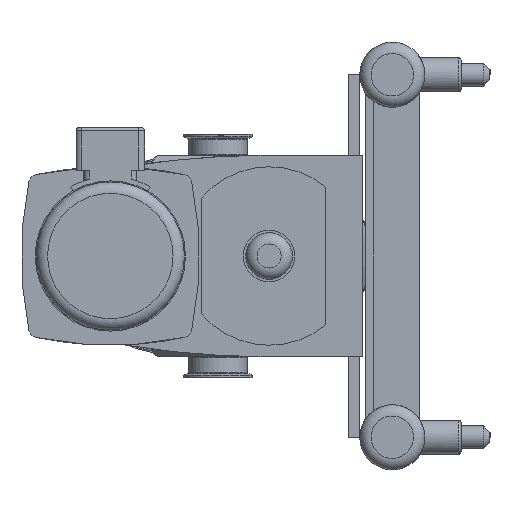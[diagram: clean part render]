
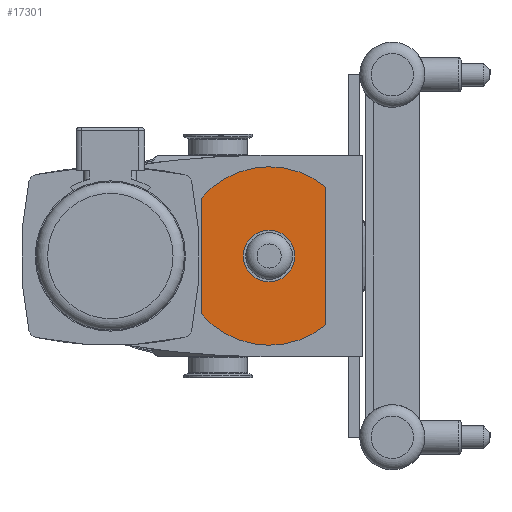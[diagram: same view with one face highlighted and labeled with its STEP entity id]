
A CAD part, left-side view. The second image highlights one B-rep face of the part: STEP entity #17301.
In plain terms, the highlighted planar face has unit normal (-1, 0, 0).
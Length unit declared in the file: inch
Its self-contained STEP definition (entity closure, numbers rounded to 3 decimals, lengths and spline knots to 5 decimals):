
#714=FACE_BOUND('',#2866,.T.);
#883=PLANE('',#18479);
#1819=FACE_OUTER_BOUND('',#2865,.T.);
#2865=EDGE_LOOP('',(#12800,#12801,#12802,#12803));
#2866=EDGE_LOOP('',(#12804));
#4077=LINE('',#27192,#5416);
#4081=LINE('',#27202,#5420);
#5416=VECTOR('',#21041,0.3937);
#5420=VECTOR('',#21053,0.3937);
#6616=CIRCLE('',#18469,1.1405);
#6618=CIRCLE('',#18473,3.937);
#6620=CIRCLE('',#18477,3.937);
#7752=VERTEX_POINT('',#27175);
#7755=VERTEX_POINT('',#27183);
#7756=VERTEX_POINT('',#27185);
#7758=VERTEX_POINT('',#27191);
#7760=VERTEX_POINT('',#27197);
#9628=EDGE_CURVE('',#7752,#7752,#6616,.T.);
#9631=EDGE_CURVE('',#7756,#7755,#6618,.T.);
#9634=EDGE_CURVE('',#7758,#7756,#4077,.T.);
#9637=EDGE_CURVE('',#7760,#7758,#6620,.T.);
#9640=EDGE_CURVE('',#7755,#7760,#4081,.T.);
#12800=ORIENTED_EDGE('',*,*,#9640,.T.);
#12801=ORIENTED_EDGE('',*,*,#9637,.T.);
#12802=ORIENTED_EDGE('',*,*,#9634,.T.);
#12803=ORIENTED_EDGE('',*,*,#9631,.T.);
#12804=ORIENTED_EDGE('',*,*,#9628,.T.);
#17301=ADVANCED_FACE('',(#1819,#714),#883,.F.);
#18469=AXIS2_PLACEMENT_3D('',#27177,#21026,#21027);
#18473=AXIS2_PLACEMENT_3D('',#27186,#21035,#21036);
#18477=AXIS2_PLACEMENT_3D('',#27198,#21047,#21048);
#18479=AXIS2_PLACEMENT_3D('',#27203,#21054,#21055);
#21026=DIRECTION('center_axis',(1.,0.,0.));
#21027=DIRECTION('ref_axis',(0.,0.,
-1.));
#21035=DIRECTION('center_axis',(-1.,0.,0.));
#21036=DIRECTION('ref_axis',(0.,0.635,-0.773));
#21041=DIRECTION('',(0.,0.,1.));
#21047=DIRECTION('center_axis',(-1.,0.,0.));
#21048=DIRECTION('ref_axis',(0.,-0.762,0.648));
#21053=DIRECTION('',(0.,0.,-1.));
#21054=DIRECTION('center_axis',(1.,0.,0.));
#21055=DIRECTION('ref_axis',(0.,0.,
-1.));
#27175=CARTESIAN_POINT('',(-24.858,-2.25,1.1405));
#27177=CARTESIAN_POINT('Origin',(-24.858,-2.25,0.));
#27183=CARTESIAN_POINT('',(-24.858,0.75,2.5495));
#27185=CARTESIAN_POINT('',(-24.858,-4.75,3.04138));
#27186=CARTESIAN_POINT('Origin',(-24.858,-2.25,0.));
#27191=CARTESIAN_POINT('',(-24.858,-4.75,-3.04138));
#27192=CARTESIAN_POINT('',(-24.858,-4.75,3.04138));
#27197=CARTESIAN_POINT('',(-24.858,0.75,-2.5495));
#27198=CARTESIAN_POINT('Origin',(-24.858,-2.25,0.));
#27202=CARTESIAN_POINT('',(-24.858,0.75,-2.5495));
#27203=CARTESIAN_POINT('Origin',(-24.858,-2.10291,0.));
